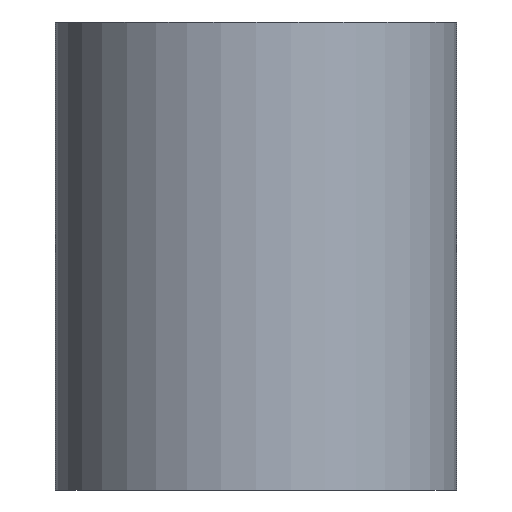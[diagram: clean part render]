
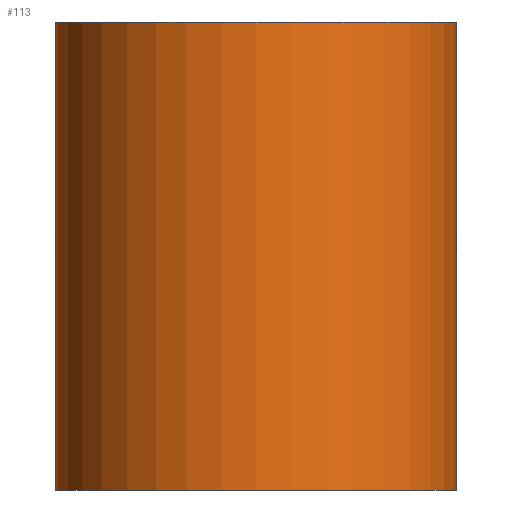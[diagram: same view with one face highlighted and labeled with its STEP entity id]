
A CAD part, front view. The second image highlights one B-rep face of the part: STEP entity #113.
In plain terms, the highlighted cylindrical face has radius 15 mm (diameter 30 mm), a full revolution.
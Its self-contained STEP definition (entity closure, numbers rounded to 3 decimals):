
#29=FACE_OUTER_BOUND('',#40,.T.);
#40=EDGE_LOOP('',(#97,#98,#99,#100));
#46=LINE('',#210,#50);
#50=VECTOR('',#180,15.);
#57=CIRCLE('',#141,15.);
#58=CIRCLE('',#143,15.);
#65=VERTEX_POINT('',#205);
#66=VERTEX_POINT('',#208);
#76=EDGE_CURVE('',#65,#65,#57,.T.);
#77=EDGE_CURVE('',#66,#66,#58,.T.);
#78=EDGE_CURVE('',#66,#65,#46,.T.);
#97=ORIENTED_EDGE('',*,*,#77,.F.);
#98=ORIENTED_EDGE('',*,*,#78,.T.);
#99=ORIENTED_EDGE('',*,*,#76,.F.);
#100=ORIENTED_EDGE('',*,*,#78,.F.);
#106=CYLINDRICAL_SURFACE('',#142,15.);
#113=ADVANCED_FACE('',(#29),#106,.T.);
#141=AXIS2_PLACEMENT_3D('',#206,#174,#175);
#142=AXIS2_PLACEMENT_3D('',#207,#176,#177);
#143=AXIS2_PLACEMENT_3D('',#209,#178,#179);
#174=DIRECTION('center_axis',(0.,0.,-1.));
#175=DIRECTION('ref_axis',(1.,0.,0.));
#176=DIRECTION('center_axis',(0.,0.,1.));
#177=DIRECTION('ref_axis',(1.,0.,0.));
#178=DIRECTION('center_axis',(0.,0.,1.));
#179=DIRECTION('ref_axis',(1.,0.,0.));
#180=DIRECTION('',(0.,0.,-1.));
#205=CARTESIAN_POINT('',(-72.,-76.,104.));
#206=CARTESIAN_POINT('Origin',(-57.,-76.,104.));
#207=CARTESIAN_POINT('Origin',(-57.,-76.,121.5));
#208=CARTESIAN_POINT('',(-72.,-76.,139.));
#209=CARTESIAN_POINT('Origin',(-57.,-76.,139.));
#210=CARTESIAN_POINT('',(-72.,-76.,121.5));
